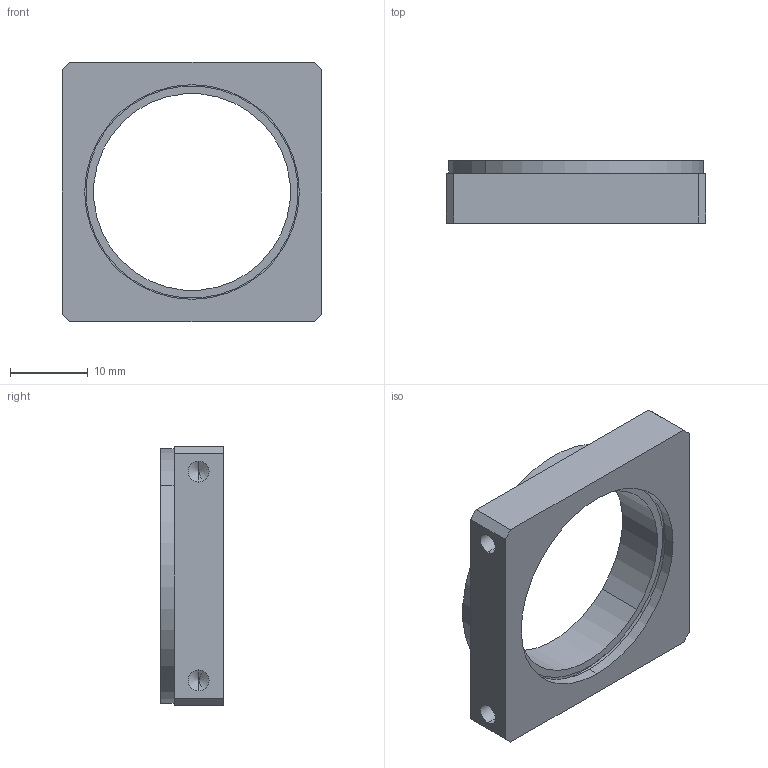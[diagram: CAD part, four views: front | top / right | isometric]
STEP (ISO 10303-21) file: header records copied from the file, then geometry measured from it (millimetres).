
FILE_DESCRIPTION (( 'STEP AP203' ), '1' );
FILE_NAME ('535178 assembly.STEP', '2014-07-08T19:00:45', ( 'Kyle' ), ( 'Microsoft' ), 'SwSTEP 2.0', 'SolidWorks 2014', '' );
FILE_SCHEMA (( 'CONFIG_CONTROL_DESIGN' ));
Length unit declared in the file: inch
Products named in the file (3): 535178; 535178 assembly; 1 x 1.245 super thin bearing
Assembly tree (2 placements, depth 2):
  535178 assembly
    535178
    1 x 1.245 super thin bearing
Bounding box: 33.53 x 8.06 x 33.53 mm (x, y, z)
Volume: 3987.1 mm3; surface area: 4821.9 mm2
Topology: 2 solids, 2 shells, 52 faces, 118 edges, 72 vertices
Faces by surface type: cylinder 26, plane 18, cone 8
Entity records: 1733 total; most frequent: DIRECTION 276, CARTESIAN_POINT 239, ORIENTED_EDGE 220, EDGE_CURVE 110, AXIS2_PLACEMENT_3D 109, VERTEX_POINT 72, EDGE_LOOP 66, VECTOR 58
